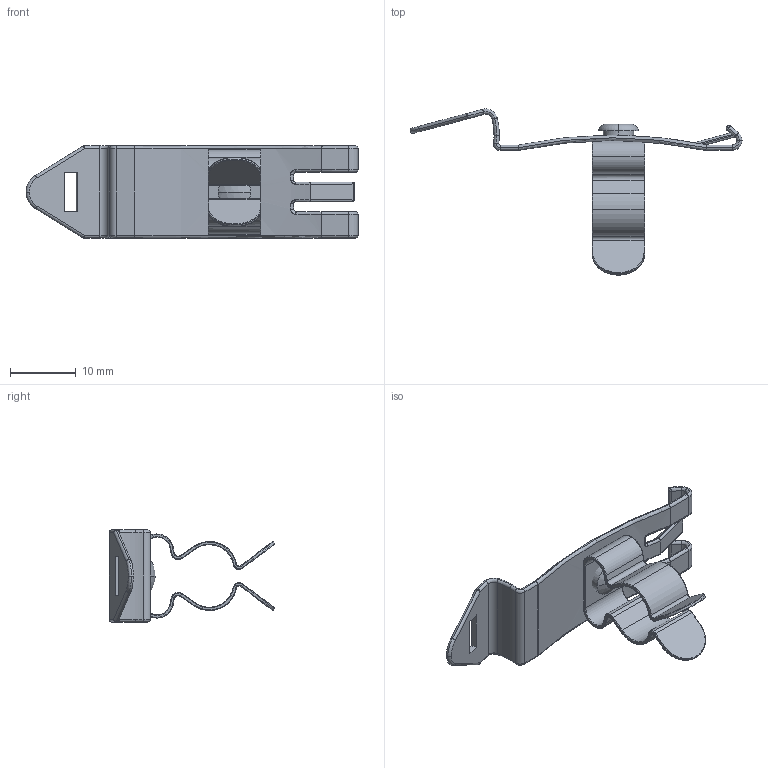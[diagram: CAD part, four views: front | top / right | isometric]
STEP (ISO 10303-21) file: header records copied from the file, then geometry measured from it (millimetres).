
FILE_DESCRIPTION (( 'STEP AP214' ), '1' );
FILE_NAME ('1030-004.STEP', '2024-03-22T08:46:09', ( '' ), ( '' ), 'SwSTEP 2.0', 'SolidWorks 2022', '' );
FILE_SCHEMA (( 'AUTOMOTIVE_DESIGN' ));
Length unit declared in the file: millimetre
Products named in the file (4): 3x1,5_2mm Blechstärke; 1010-004.; 1030-004; 1030-020
Assembly tree (3 placements, depth 2):
  1030-004
    1030-020
    3x1,5_2mm Blechstärke
    1010-004.
Bounding box: 50.51 x 25.26 x 14 mm (x, y, z)
Volume: 861.9 mm3; surface area: 2668.7 mm2
Topology: 3 solids, 3 shells, 307 faces, 713 edges, 397 vertices
Faces by surface type: cylinder 127, bspline 68, torus 54, plane 41, sphere 17
Entity records: 11512 total; most frequent: CARTESIAN_POINT 4751, DIRECTION 1443, ORIENTED_EDGE 1380, EDGE_CURVE 690, AXIS2_PLACEMENT_3D 612, VERTEX_POINT 393, CIRCLE 367, EDGE_LOOP 317
